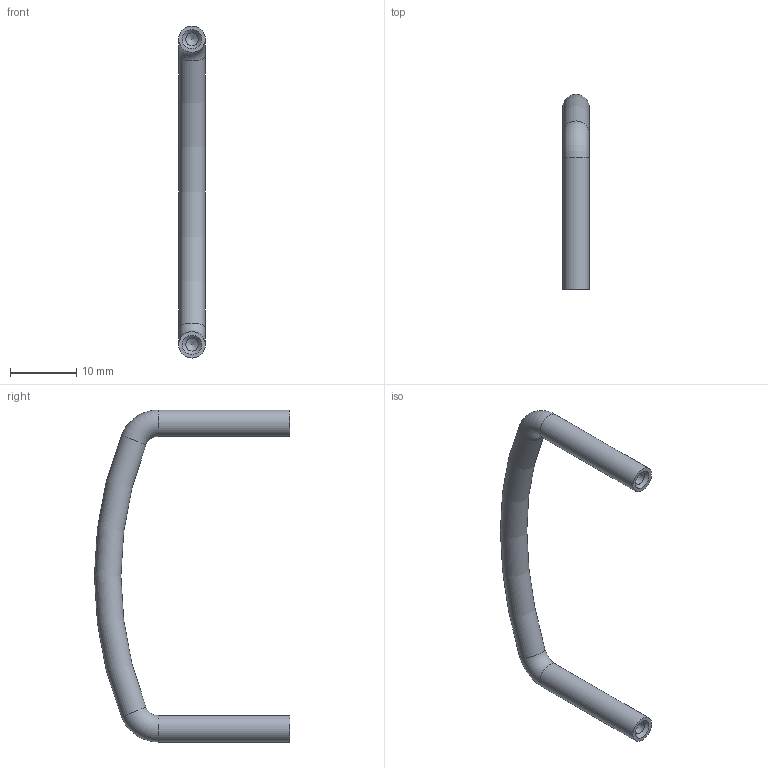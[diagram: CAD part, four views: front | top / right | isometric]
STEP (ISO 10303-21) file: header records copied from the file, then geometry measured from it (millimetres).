
FILE_DESCRIPTION(/* description */ (''),/* implementation_level */ '2;1');
FILE_NAME(/* name */ '12f39f35-0ad3-4b6b-a593-ee0b9152ffb0.stp',/* time_stamp */ '2019-09-01T13:32:42-06:00',/* author */ ('sridharPR5JY'),/* organization */ (''),/* preprocessor_version */ 'ST-DEVELOPER v18',/* originating_system */ 'Autodesk Translation Framework v8.2.0.1029',/* authorisation */ '');
FILE_SCHEMA (('AUTOMOTIVE_DESIGN { 1 0 10303 214 3 1 1 }'));
Length unit declared in the file: millimetre
Products named in the file (1): BACKPACK_HANDLE
Bounding box: 4 x 29.5 x 50.2 mm (x, y, z)
Volume: 1113.3 mm3; surface area: 1240 mm2
Topology: 1 solids, 1 shells, 13 faces, 39 edges, 28 vertices
Faces by surface type: cone 4, cylinder 4, torus 3, plane 2
Full cylindrical faces by diameter (mm): 1.9 x2, 4 x2
Entity records: 500 total; most frequent: DIRECTION 94, CARTESIAN_POINT 79, ORIENTED_EDGE 74, AXIS2_PLACEMENT_3D 43, EDGE_CURVE 37, CIRCLE 29, VERTEX_POINT 28, EDGE_LOOP 15
